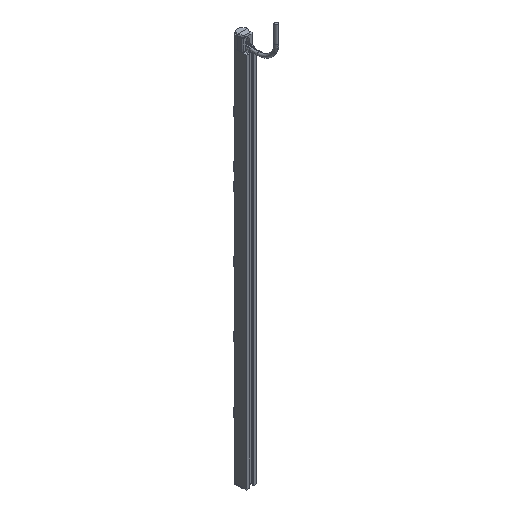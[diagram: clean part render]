
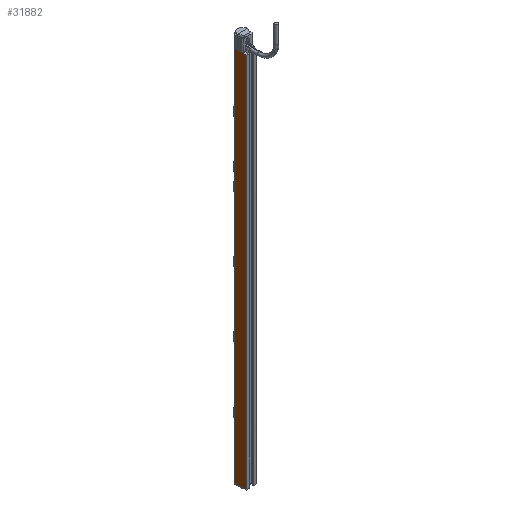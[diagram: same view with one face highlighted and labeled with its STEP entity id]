
A CAD part, isometric view. The second image highlights one B-rep face of the part: STEP entity #31882.
In plain terms, the highlighted planar face has unit normal (-1, 0, 0).
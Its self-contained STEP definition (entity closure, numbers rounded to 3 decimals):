
#1=DIRECTION('',(0.,0.,-1.));
#2=VECTOR('',#1,433.45);
#3=CARTESIAN_POINT('',(-6.,4.973,214.5));
#4=LINE('',#3,#2);
#5=DIRECTION('',(0.,-1.,0.));
#6=VECTOR('',#5,13.223);
#7=CARTESIAN_POINT('',(-6.,4.973,-218.95));
#8=LINE('',#7,#6);
#77=DIRECTION('',(0.,0.,1.));
#78=VECTOR('',#77,433.45);
#79=CARTESIAN_POINT('',(-6.,-8.25,-218.95));
#80=LINE('',#79,#78);
#85=DIRECTION('',(0.,-1.,0.));
#86=VECTOR('',#85,13.223);
#87=CARTESIAN_POINT('',(-6.,4.973,214.5));
#88=LINE('',#87,#86);
#29195=CARTESIAN_POINT('',(-6.,-8.25,-218.95));
#29196=CARTESIAN_POINT('',(-6.,-8.25,214.5));
#29197=VERTEX_POINT('',#29195);
#29198=VERTEX_POINT('',#29196);
#29235=CARTESIAN_POINT('',(-6.,4.973,-218.95));
#29236=VERTEX_POINT('',#29235);
#29239=CARTESIAN_POINT('',(-6.,4.973,214.5));
#29240=VERTEX_POINT('',#29239);
#31867=CARTESIAN_POINT('',(-6.,5.317,-218.95));
#31868=DIRECTION('',(-1.,0.,0.));
#31869=DIRECTION('',(0.,-1.,0.));
#31870=AXIS2_PLACEMENT_3D('',#31867,#31868,#31869);
#31871=PLANE('',#31870);
#31873=ORIENTED_EDGE('',*,*,#31872,.F.);
#31875=ORIENTED_EDGE('',*,*,#31874,.F.);
#31877=ORIENTED_EDGE('',*,*,#31876,.T.);
#31879=ORIENTED_EDGE('',*,*,#31878,.F.);
#31880=EDGE_LOOP('',(#31873,#31875,#31877,#31879));
#31881=FACE_OUTER_BOUND('',#31880,.F.);
#31882=ADVANCED_FACE('',(#31881),#31871,.T.);
#31872=EDGE_CURVE('',#29236,#29197,#8,.T.);
#31874=EDGE_CURVE('',#29240,#29236,#4,.T.);
#31876=EDGE_CURVE('',#29240,#29198,#88,.T.);
#31878=EDGE_CURVE('',#29197,#29198,#80,.T.);
